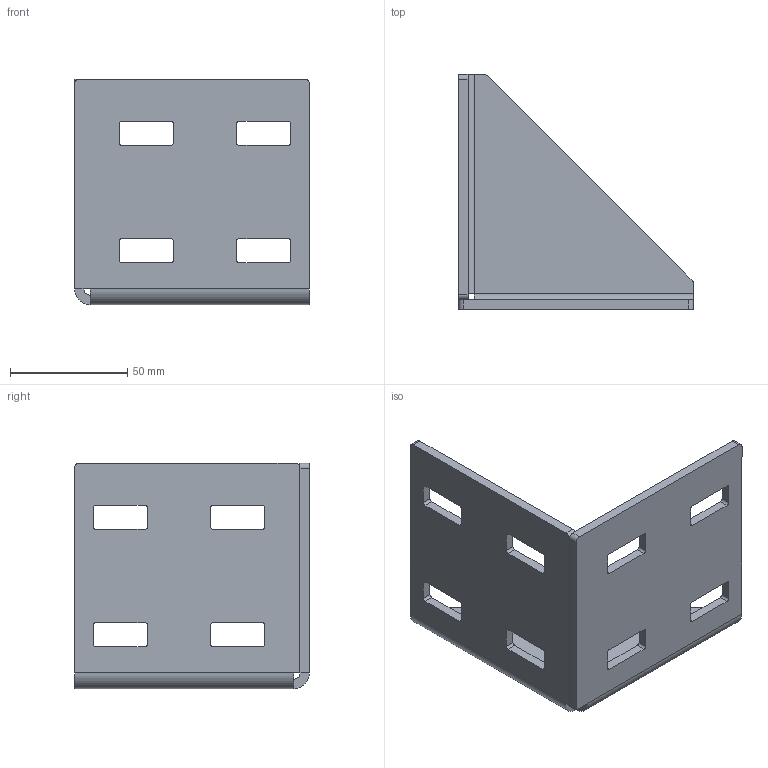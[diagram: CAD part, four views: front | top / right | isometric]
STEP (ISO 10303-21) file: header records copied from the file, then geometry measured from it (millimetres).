
FILE_DESCRIPTION (( 'STEP AP214' ), '1' );
FILE_NAME ('T46 Óãëîâîé ñîåäèíèòåëü ñòàëüíîé 100õ100S.STEP', '2021-10-28T08:01:15', ( 'Windows User' ), ( '' ), 'SwSTEP 2.0', 'SolidWorks 2021', '' );
FILE_SCHEMA (( 'AUTOMOTIVE_DESIGN' ));
Length unit declared in the file: millimetre
Products named in the file (1): T46 Óãëîâîé ñîåäèíèòåëü ñòàëüíîé 100õ100S
Bounding box: 100 x 100 x 96 mm (x, y, z)
Volume: 87323.4 mm3; surface area: 48625 mm2
Topology: 1 solids, 1 shells, 95 faces, 263 edges, 170 vertices
Faces by surface type: plane 53, cylinder 42
Entity records: 3099 total; most frequent: DIRECTION 539, CARTESIAN_POINT 529, ORIENTED_EDGE 526, EDGE_CURVE 263, AXIS2_PLACEMENT_3D 180, VECTOR 179, LINE 179, VERTEX_POINT 170
